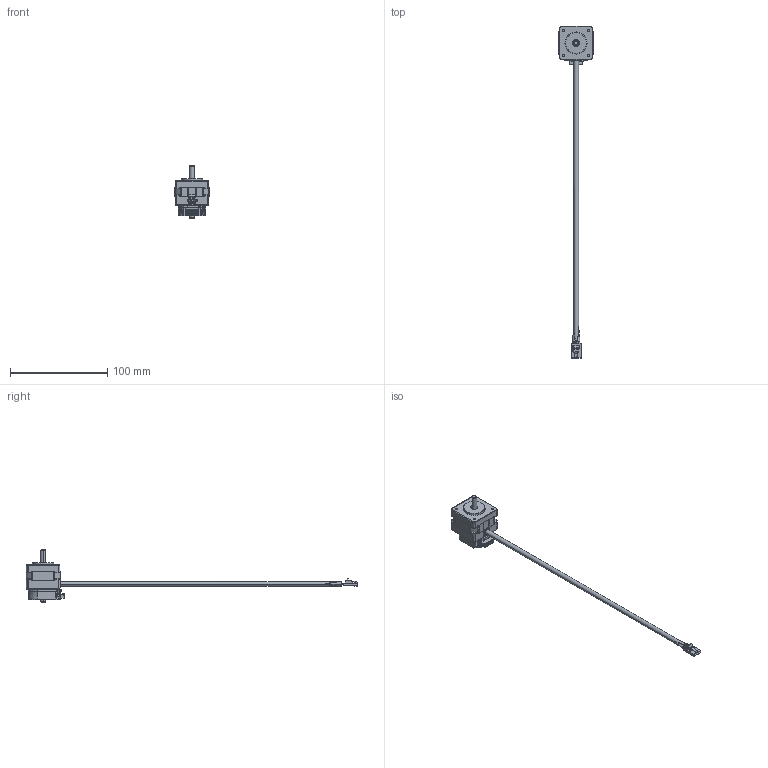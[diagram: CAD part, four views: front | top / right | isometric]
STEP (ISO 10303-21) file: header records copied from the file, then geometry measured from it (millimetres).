
FILE_DESCRIPTION (( 'STEP AP214' ), '1' );
FILE_NAME ('STP-MTRL-14026E.STEP', '2018-08-08T21:09:37', ( '' ), ( '' ), 'SwSTEP 2.0', 'SolidWorks 2017', '' );
FILE_SCHEMA (( 'AUTOMOTIVE_DESIGN' ));
Length unit declared in the file: inch
Products named in the file (1): STP-MTRL-14026E
Bounding box: 35.08 x 341.55 x 53.8 mm (x, y, z)
Volume: 25794 mm3; surface area: 29748.4 mm2
Topology: 17 solids, 17 shells, 1781 faces, 4888 edges, 3182 vertices
Faces by surface type: plane 1002, cylinder 458, cone 179, bspline 76, torus 34, sphere 32
Entity records: 84941 total; most frequent: CARTESIAN_POINT 16719, ORIENTED_EDGE 9728, DIRECTION 8934, EDGE_CURVE 4864, VERTEX_POINT 3182, AXIS2_PLACEMENT_3D 3028, LINE 2878, VECTOR 2878
